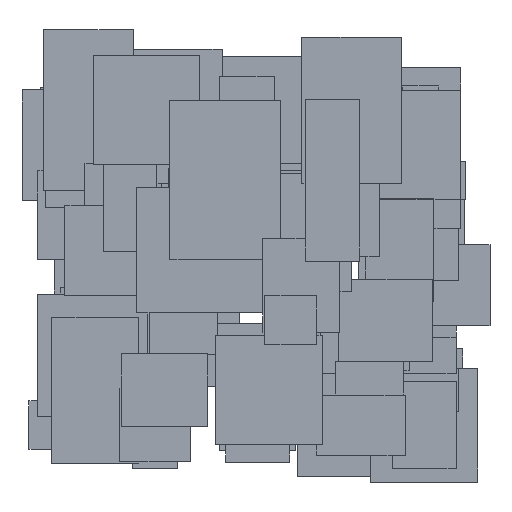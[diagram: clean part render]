
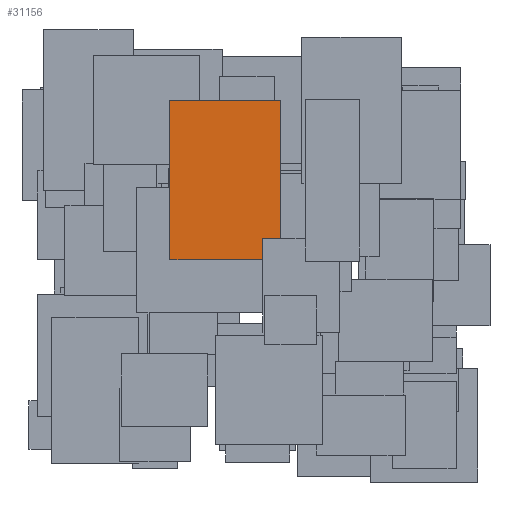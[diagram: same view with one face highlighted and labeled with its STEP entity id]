
A CAD part, left-side view. The second image highlights one B-rep face of the part: STEP entity #31156.
In plain terms, the highlighted planar face has unit normal (-1, 0, 0).
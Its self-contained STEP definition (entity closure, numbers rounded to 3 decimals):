
#15452 = PLANE('',#15453);
#15453 = AXIS2_PLACEMENT_3D('',#15454,#15455,#15456);
#15454 = CARTESIAN_POINT('',(-12.125,-1.279,
    18.546));
#15455 = DIRECTION('',(0.,0.,1.));
#15456 = DIRECTION('',(1.,0.,0.));
#15526 = PLANE('',#15527);
#15527 = AXIS2_PLACEMENT_3D('',#15528,#15529,#15530);
#15528 = CARTESIAN_POINT('',(-12.125,5.027,
    9.454));
#15529 = DIRECTION('',(0.,1.,0.));
#15530 = DIRECTION('',(0.,0.,1.));
#22115 = VERTEX_POINT('',#22116);
#22116 = CARTESIAN_POINT('',(-12.125,5.027,
    18.546));
#22137 = EDGE_CURVE('',#22138,#22115,#22140,.T.);
#22138 = VERTEX_POINT('',#22139);
#22139 = CARTESIAN_POINT('',(-12.125,-1.279,
    18.546));
#22140 = SURFACE_CURVE('',#22141,(#22145,#22152),.PCURVE_S1.);
#22141 = LINE('',#22142,#22143);
#22142 = CARTESIAN_POINT('',(-12.125,-1.279,
    18.546));
#22143 = VECTOR('',#22144,1.);
#22144 = DIRECTION('',(0.,1.,0.));
#22145 = PCURVE('',#15452,#22146);
#22146 = DEFINITIONAL_REPRESENTATION('',(#22147),#22151);
#22147 = LINE('',#22148,#22149);
#22148 = CARTESIAN_POINT('',(0.,0.));
#22149 = VECTOR('',#22150,1.);
#22150 = DIRECTION('',(0.,1.));
#22151 = ( GEOMETRIC_REPRESENTATION_CONTEXT(2) 
PARAMETRIC_REPRESENTATION_CONTEXT() REPRESENTATION_CONTEXT('2D SPACE',''
  ) );
#22152 = PCURVE('',#22153,#22158);
#22153 = PLANE('',#22154);
#22154 = AXIS2_PLACEMENT_3D('',#22155,#22156,#22157);
#22155 = CARTESIAN_POINT('',(-12.125,-1.279,
    9.454));
#22156 = DIRECTION('',(1.,0.,0.));
#22157 = DIRECTION('',(0.,0.,1.));
#22158 = DEFINITIONAL_REPRESENTATION('',(#22159),#22163);
#22159 = LINE('',#22160,#22161);
#22160 = CARTESIAN_POINT('',(9.091,0.));
#22161 = VECTOR('',#22162,1.);
#22162 = DIRECTION('',(0.,-1.));
#22163 = ( GEOMETRIC_REPRESENTATION_CONTEXT(2) 
PARAMETRIC_REPRESENTATION_CONTEXT() REPRESENTATION_CONTEXT('2D SPACE',''
  ) );
#22181 = PLANE('',#22182);
#22182 = AXIS2_PLACEMENT_3D('',#22183,#22184,#22185);
#22183 = CARTESIAN_POINT('',(-12.125,-1.279,
    9.454));
#22184 = DIRECTION('',(0.,1.,0.));
#22185 = DIRECTION('',(0.,0.,1.));
#22442 = PLANE('',#22443);
#22443 = AXIS2_PLACEMENT_3D('',#22444,#22445,#22446);
#22444 = CARTESIAN_POINT('',(-12.247,-0.286,
    5.315));
#22445 = DIRECTION('',(0.,1.,0.));
#22446 = DIRECTION('',(0.,0.,1.));
#22555 = VERTEX_POINT('',#22556);
#22556 = CARTESIAN_POINT('',(-12.125,5.027,
    9.454));
#22572 = PLANE('',#22573);
#22573 = AXIS2_PLACEMENT_3D('',#22574,#22575,#22576);
#22574 = CARTESIAN_POINT('',(-12.125,-1.279,
    9.454));
#22575 = DIRECTION('',(0.,0.,1.));
#22576 = DIRECTION('',(1.,0.,0.));
#22584 = EDGE_CURVE('',#22555,#22115,#22585,.T.);
#22585 = SURFACE_CURVE('',#22586,(#22590,#22597),.PCURVE_S1.);
#22586 = LINE('',#22587,#22588);
#22587 = CARTESIAN_POINT('',(-12.125,5.027,
    9.454));
#22588 = VECTOR('',#22589,1.);
#22589 = DIRECTION('',(0.,0.,1.));
#22590 = PCURVE('',#15526,#22591);
#22591 = DEFINITIONAL_REPRESENTATION('',(#22592),#22596);
#22592 = LINE('',#22593,#22594);
#22593 = CARTESIAN_POINT('',(0.,0.));
#22594 = VECTOR('',#22595,1.);
#22595 = DIRECTION('',(1.,0.));
#22596 = ( GEOMETRIC_REPRESENTATION_CONTEXT(2) 
PARAMETRIC_REPRESENTATION_CONTEXT() REPRESENTATION_CONTEXT('2D SPACE',''
  ) );
#22597 = PCURVE('',#22153,#22598);
#22598 = DEFINITIONAL_REPRESENTATION('',(#22599),#22603);
#22599 = LINE('',#22600,#22601);
#22600 = CARTESIAN_POINT('',(0.,-6.307));
#22601 = VECTOR('',#22602,1.);
#22602 = DIRECTION('',(1.,0.));
#22603 = ( GEOMETRIC_REPRESENTATION_CONTEXT(2) 
PARAMETRIC_REPRESENTATION_CONTEXT() REPRESENTATION_CONTEXT('2D SPACE',''
  ) );
#31156 = ADVANCED_FACE('',(#31157),#22153,.F.);
#31157 = FACE_BOUND('',#31158,.F.);
#31158 = EDGE_LOOP('',(#31159,#31182,#31208,#31229,#31250,#31251));
#31159 = ORIENTED_EDGE('',*,*,#31160,.F.);
#31160 = EDGE_CURVE('',#31161,#22138,#31163,.T.);
#31161 = VERTEX_POINT('',#31162);
#31162 = CARTESIAN_POINT('',(-12.125,-1.279,
    10.685));
#31163 = SURFACE_CURVE('',#31164,(#31168,#31175),.PCURVE_S1.);
#31164 = LINE('',#31165,#31166);
#31165 = CARTESIAN_POINT('',(-12.125,-1.279,
    9.454));
#31166 = VECTOR('',#31167,1.);
#31167 = DIRECTION('',(0.,0.,1.));
#31168 = PCURVE('',#22153,#31169);
#31169 = DEFINITIONAL_REPRESENTATION('',(#31170),#31174);
#31170 = LINE('',#31171,#31172);
#31171 = CARTESIAN_POINT('',(0.,0.));
#31172 = VECTOR('',#31173,1.);
#31173 = DIRECTION('',(1.,0.));
#31174 = ( GEOMETRIC_REPRESENTATION_CONTEXT(2) 
PARAMETRIC_REPRESENTATION_CONTEXT() REPRESENTATION_CONTEXT('2D SPACE',''
  ) );
#31175 = PCURVE('',#22181,#31176);
#31176 = DEFINITIONAL_REPRESENTATION('',(#31177),#31181);
#31177 = LINE('',#31178,#31179);
#31178 = CARTESIAN_POINT('',(0.,0.));
#31179 = VECTOR('',#31180,1.);
#31180 = DIRECTION('',(1.,0.));
#31181 = ( GEOMETRIC_REPRESENTATION_CONTEXT(2) 
PARAMETRIC_REPRESENTATION_CONTEXT() REPRESENTATION_CONTEXT('2D SPACE',''
  ) );
#31182 = ORIENTED_EDGE('',*,*,#31183,.F.);
#31183 = EDGE_CURVE('',#31184,#31161,#31186,.T.);
#31184 = VERTEX_POINT('',#31185);
#31185 = CARTESIAN_POINT('',(-12.125,-0.286,
    10.685));
#31186 = SURFACE_CURVE('',#31187,(#31191,#31197),.PCURVE_S1.);
#31187 = LINE('',#31188,#31189);
#31188 = CARTESIAN_POINT('',(-12.125,-2.984,
    10.685));
#31189 = VECTOR('',#31190,1.);
#31190 = DIRECTION('',(0.,-1.,0.));
#31191 = PCURVE('',#22153,#31192);
#31192 = DEFINITIONAL_REPRESENTATION('',(#31193),#31196);
#31193 = B_SPLINE_CURVE_WITH_KNOTS('',1,(#31194,#31195),.UNSPECIFIED.,
  .F.,.F.,(2,2),(-2.698,-1.704),
  .PIECEWISE_BEZIER_KNOTS.);
#31194 = CARTESIAN_POINT('',(1.231,-0.993));
#31195 = CARTESIAN_POINT('',(1.231,0.));
#31196 = ( GEOMETRIC_REPRESENTATION_CONTEXT(2) 
PARAMETRIC_REPRESENTATION_CONTEXT() REPRESENTATION_CONTEXT('2D SPACE',''
  ) );
#31197 = PCURVE('',#31198,#31203);
#31198 = PLANE('',#31199);
#31199 = AXIS2_PLACEMENT_3D('',#31200,#31201,#31202);
#31200 = CARTESIAN_POINT('',(-12.247,-4.688,
    10.685));
#31201 = DIRECTION('',(0.,0.,1.));
#31202 = DIRECTION('',(1.,0.,0.));
#31203 = DEFINITIONAL_REPRESENTATION('',(#31204),#31207);
#31204 = B_SPLINE_CURVE_WITH_KNOTS('',1,(#31205,#31206),.UNSPECIFIED.,
  .F.,.F.,(2,2),(-2.698,-1.704),
  .PIECEWISE_BEZIER_KNOTS.);
#31205 = CARTESIAN_POINT('',(0.122,4.402));
#31206 = CARTESIAN_POINT('',(0.122,3.408));
#31207 = ( GEOMETRIC_REPRESENTATION_CONTEXT(2) 
PARAMETRIC_REPRESENTATION_CONTEXT() REPRESENTATION_CONTEXT('2D SPACE',''
  ) );
#31208 = ORIENTED_EDGE('',*,*,#31209,.F.);
#31209 = EDGE_CURVE('',#31210,#31184,#31212,.T.);
#31210 = VERTEX_POINT('',#31211);
#31211 = CARTESIAN_POINT('',(-12.125,-0.286,
    9.454));
#31212 = SURFACE_CURVE('',#31213,(#31217,#31223),.PCURVE_S1.);
#31213 = LINE('',#31214,#31215);
#31214 = CARTESIAN_POINT('',(-12.125,-0.286,
    7.385));
#31215 = VECTOR('',#31216,1.);
#31216 = DIRECTION('',(0.,0.,1.));
#31217 = PCURVE('',#22153,#31218);
#31218 = DEFINITIONAL_REPRESENTATION('',(#31219),#31222);
#31219 = B_SPLINE_CURVE_WITH_KNOTS('',1,(#31220,#31221),.UNSPECIFIED.,
  .F.,.F.,(2,2),(2.07,3.301),
  .PIECEWISE_BEZIER_KNOTS.);
#31220 = CARTESIAN_POINT('',(0.,-0.993));
#31221 = CARTESIAN_POINT('',(1.231,-0.993));
#31222 = ( GEOMETRIC_REPRESENTATION_CONTEXT(2) 
PARAMETRIC_REPRESENTATION_CONTEXT() REPRESENTATION_CONTEXT('2D SPACE',''
  ) );
#31223 = PCURVE('',#22442,#31224);
#31224 = DEFINITIONAL_REPRESENTATION('',(#31225),#31228);
#31225 = B_SPLINE_CURVE_WITH_KNOTS('',1,(#31226,#31227),.UNSPECIFIED.,
  .F.,.F.,(2,2),(2.07,3.301),
  .PIECEWISE_BEZIER_KNOTS.);
#31226 = CARTESIAN_POINT('',(4.139,0.122));
#31227 = CARTESIAN_POINT('',(5.37,0.122));
#31228 = ( GEOMETRIC_REPRESENTATION_CONTEXT(2) 
PARAMETRIC_REPRESENTATION_CONTEXT() REPRESENTATION_CONTEXT('2D SPACE',''
  ) );
#31229 = ORIENTED_EDGE('',*,*,#31230,.T.);
#31230 = EDGE_CURVE('',#31210,#22555,#31231,.T.);
#31231 = SURFACE_CURVE('',#31232,(#31236,#31243),.PCURVE_S1.);
#31232 = LINE('',#31233,#31234);
#31233 = CARTESIAN_POINT('',(-12.125,-1.279,
    9.454));
#31234 = VECTOR('',#31235,1.);
#31235 = DIRECTION('',(0.,1.,0.));
#31236 = PCURVE('',#22153,#31237);
#31237 = DEFINITIONAL_REPRESENTATION('',(#31238),#31242);
#31238 = LINE('',#31239,#31240);
#31239 = CARTESIAN_POINT('',(0.,0.));
#31240 = VECTOR('',#31241,1.);
#31241 = DIRECTION('',(0.,-1.));
#31242 = ( GEOMETRIC_REPRESENTATION_CONTEXT(2) 
PARAMETRIC_REPRESENTATION_CONTEXT() REPRESENTATION_CONTEXT('2D SPACE',''
  ) );
#31243 = PCURVE('',#22572,#31244);
#31244 = DEFINITIONAL_REPRESENTATION('',(#31245),#31249);
#31245 = LINE('',#31246,#31247);
#31246 = CARTESIAN_POINT('',(0.,0.));
#31247 = VECTOR('',#31248,1.);
#31248 = DIRECTION('',(0.,1.));
#31249 = ( GEOMETRIC_REPRESENTATION_CONTEXT(2) 
PARAMETRIC_REPRESENTATION_CONTEXT() REPRESENTATION_CONTEXT('2D SPACE',''
  ) );
#31250 = ORIENTED_EDGE('',*,*,#22584,.T.);
#31251 = ORIENTED_EDGE('',*,*,#22137,.F.);
